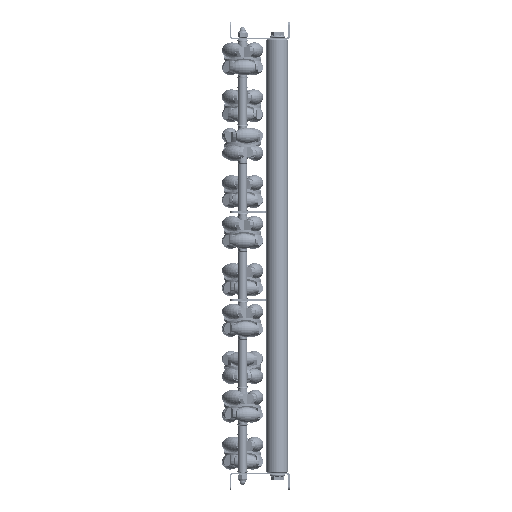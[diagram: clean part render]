
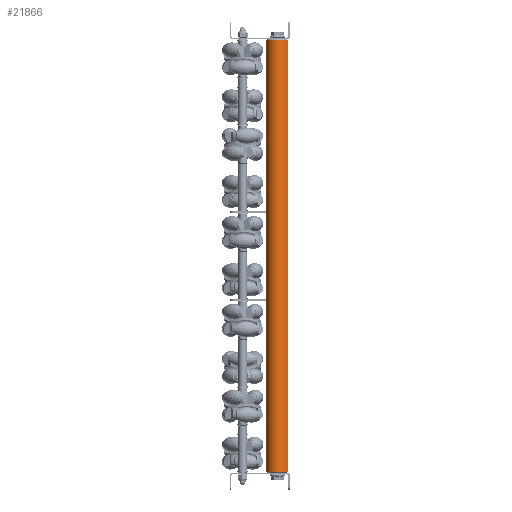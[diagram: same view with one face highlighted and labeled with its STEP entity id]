
A CAD part, left-side view. The second image highlights one B-rep face of the part: STEP entity #21866.
In plain terms, the highlighted cylindrical face has radius 12.5 mm (diameter 25 mm), a partial arc.
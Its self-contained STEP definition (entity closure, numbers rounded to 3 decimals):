
#58 = AXIS2_PLACEMENT_3D ( 'NONE', #4958, #16731, #8880 ) ;
#1278 = EDGE_CURVE ( 'NONE', #6578, #2028, #22607, .T. ) ;
#1813 = VECTOR ( 'NONE', #23726, 1000. ) ;
#2028 = VERTEX_POINT ( 'NONE', #25844 ) ;
#2374 = EDGE_CURVE ( 'NONE', #6578, #14804, #19242, .T. ) ;
#4958 = CARTESIAN_POINT ( 'NONE',  ( 499., 0., 0. ) ) ;
#6422 = VECTOR ( 'NONE', #25276, 1000. ) ;
#6497 = EDGE_LOOP ( 'NONE', ( #8869, #25472, #21141, #17080 ) ) ;
#6578 = VERTEX_POINT ( 'NONE', #13600 ) ;
#6710 = CARTESIAN_POINT ( 'NONE',  ( 1., 0., -12.5 ) ) ;
#7069 = CARTESIAN_POINT ( 'NONE',  ( 500., 0., 0. ) ) ;
#7566 = CARTESIAN_POINT ( 'NONE',  ( 1., 0., 0. ) ) ;
#8869 = ORIENTED_EDGE ( 'NONE', *, *, #2374, .F. ) ;
#8880 = DIRECTION ( 'NONE',  ( 0., 0., -1. ) ) ;
#10034 = AXIS2_PLACEMENT_3D ( 'NONE', #7566, #13594, #21516 ) ;
#12579 = FACE_OUTER_BOUND ( 'NONE', #6497, .T. ) ;
#12817 = AXIS2_PLACEMENT_3D ( 'NONE', #7069, #20517, #15058 ) ;
#13594 = DIRECTION ( 'NONE',  ( 1., 0., 0. ) ) ;
#13600 = CARTESIAN_POINT ( 'NONE',  ( 499., 0., -12.5 ) ) ;
#13840 = LINE ( 'NONE', #21356, #1813 ) ;
#14804 = VERTEX_POINT ( 'NONE', #6710 ) ;
#14866 = CARTESIAN_POINT ( 'NONE',  ( 1., 0., 12.5 ) ) ;
#15058 = DIRECTION ( 'NONE',  ( 0., 0., 1. ) ) ;
#16731 = DIRECTION ( 'NONE',  ( -1., 0., 0. ) ) ;
#17080 = ORIENTED_EDGE ( 'NONE', *, *, #23506, .T. ) ;
#17308 = CARTESIAN_POINT ( 'NONE',  ( 500., 0., -12.5 ) ) ;
#19242 = LINE ( 'NONE', #17308, #6422 ) ;
#19650 = VERTEX_POINT ( 'NONE', #14866 ) ;
#20517 = DIRECTION ( 'NONE',  ( -1., 0., 0. ) ) ;
#21141 = ORIENTED_EDGE ( 'NONE', *, *, #24905, .T. ) ;
#21271 = CIRCLE ( 'NONE', #10034, 12.5 ) ;
#21356 = CARTESIAN_POINT ( 'NONE',  ( 500., 0., 12.5 ) ) ;
#21516 = DIRECTION ( 'NONE',  ( 0., 0., -1. ) ) ;
#21866 = ADVANCED_FACE ( 'NONE', ( #12579 ), #24969, .T. ) ;
#22607 = CIRCLE ( 'NONE', #58, 12.5 ) ;
#23506 = EDGE_CURVE ( 'NONE', #19650, #14804, #21271, .T. ) ;
#23726 = DIRECTION ( 'NONE',  ( -1., 0., 0. ) ) ;
#24905 = EDGE_CURVE ( 'NONE', #2028, #19650, #13840, .T. ) ;
#24969 = CYLINDRICAL_SURFACE ( 'NONE', #12817, 12.5 ) ;
#25276 = DIRECTION ( 'NONE',  ( -1., 0., 0. ) ) ;
#25472 = ORIENTED_EDGE ( 'NONE', *, *, #1278, .T. ) ;
#25844 = CARTESIAN_POINT ( 'NONE',  ( 499., 0., 12.5 ) ) ;
